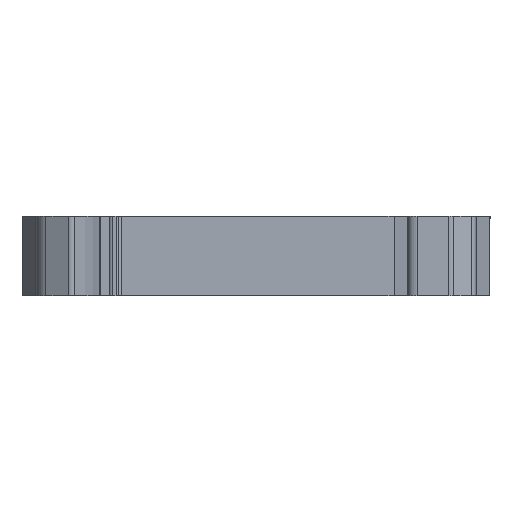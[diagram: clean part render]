
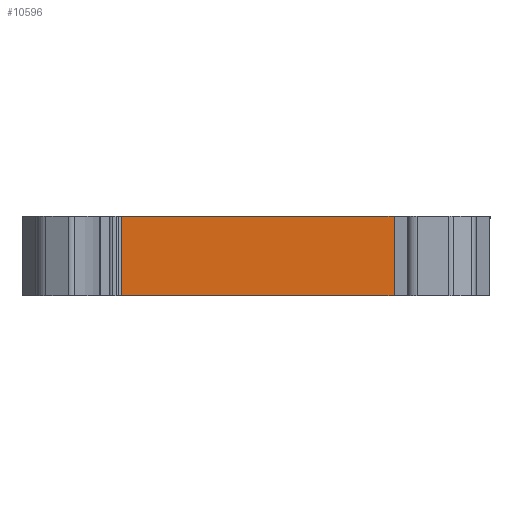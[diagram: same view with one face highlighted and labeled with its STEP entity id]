
A CAD part, front view. The second image highlights one B-rep face of the part: STEP entity #10596.
In plain terms, the highlighted planar face has unit normal (0, -1, 0).
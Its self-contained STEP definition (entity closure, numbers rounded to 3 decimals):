
#81 = PLANE('',#82);
#82 = AXIS2_PLACEMENT_3D('',#83,#84,#85);
#83 = CARTESIAN_POINT('',(0.,40.1,8.1));
#84 = DIRECTION('',(0.,0.,1.));
#85 = DIRECTION('',(1.,0.,0.));
#137 = PLANE('',#138);
#138 = AXIS2_PLACEMENT_3D('',#139,#140,#141);
#139 = CARTESIAN_POINT('',(0.,40.1,0.));
#140 = DIRECTION('',(0.,0.,1.));
#141 = DIRECTION('',(1.,0.,0.));
#3803 = VERTEX_POINT('',#3804);
#3804 = CARTESIAN_POINT('',(-13.78,0.8,8.1));
#3823 = CYLINDRICAL_SURFACE('',#3824,0.3);
#3824 = AXIS2_PLACEMENT_3D('',#3825,#3826,#3827);
#3825 = CARTESIAN_POINT('',(-13.78,0.5,8.209));
#3826 = DIRECTION('',(0.,0.,-1.));
#3827 = DIRECTION('',(-1.,0.,0.));
#3835 = EDGE_CURVE('',#3803,#3836,#3838,.T.);
#3836 = VERTEX_POINT('',#3837);
#3837 = CARTESIAN_POINT('',(14.111,0.8,8.1));
#3838 = SURFACE_CURVE('',#3839,(#3843,#3850),.PCURVE_S1.);
#3839 = LINE('',#3840,#3841);
#3840 = CARTESIAN_POINT('',(-13.78,0.8,8.1));
#3841 = VECTOR('',#3842,1.);
#3842 = DIRECTION('',(1.,0.,0.));
#3843 = PCURVE('',#81,#3844);
#3844 = DEFINITIONAL_REPRESENTATION('',(#3845),#3849);
#3845 = LINE('',#3846,#3847);
#3846 = CARTESIAN_POINT('',(-13.78,-39.3));
#3847 = VECTOR('',#3848,1.);
#3848 = DIRECTION('',(1.,0.));
#3849 = ( GEOMETRIC_REPRESENTATION_CONTEXT(2) 
PARAMETRIC_REPRESENTATION_CONTEXT() REPRESENTATION_CONTEXT('2D SPACE',''
  ) );
#3850 = PCURVE('',#3851,#3856);
#3851 = PLANE('',#3852);
#3852 = AXIS2_PLACEMENT_3D('',#3853,#3854,#3855);
#3853 = CARTESIAN_POINT('',(14.111,0.8,8.1));
#3854 = DIRECTION('',(0.,1.,0.));
#3855 = DIRECTION('',(0.,0.,1.));
#3856 = DEFINITIONAL_REPRESENTATION('',(#3857),#3861);
#3857 = LINE('',#3858,#3859);
#3858 = CARTESIAN_POINT('',(0.,-27.892));
#3859 = VECTOR('',#3860,1.);
#3860 = DIRECTION('',(0.,1.));
#3861 = ( GEOMETRIC_REPRESENTATION_CONTEXT(2) 
PARAMETRIC_REPRESENTATION_CONTEXT() REPRESENTATION_CONTEXT('2D SPACE',''
  ) );
#3879 = PLANE('',#3880);
#3880 = AXIS2_PLACEMENT_3D('',#3881,#3882,#3883);
#3881 = CARTESIAN_POINT('',(15.726,0.515,8.1));
#3882 = DIRECTION('',(0.174,0.985,0.));
#3883 = DIRECTION('',(-0.985,0.174,0.));
#8600 = VERTEX_POINT('',#8601);
#8601 = CARTESIAN_POINT('',(14.111,0.8,0.));
#8622 = EDGE_CURVE('',#8600,#8623,#8625,.T.);
#8623 = VERTEX_POINT('',#8624);
#8624 = CARTESIAN_POINT('',(-13.78,0.8,0.));
#8625 = SURFACE_CURVE('',#8626,(#8630,#8637),.PCURVE_S1.);
#8626 = LINE('',#8627,#8628);
#8627 = CARTESIAN_POINT('',(14.111,0.8,0.));
#8628 = VECTOR('',#8629,1.);
#8629 = DIRECTION('',(-1.,0.,0.));
#8630 = PCURVE('',#137,#8631);
#8631 = DEFINITIONAL_REPRESENTATION('',(#8632),#8636);
#8632 = LINE('',#8633,#8634);
#8633 = CARTESIAN_POINT('',(14.111,-39.3));
#8634 = VECTOR('',#8635,1.);
#8635 = DIRECTION('',(-1.,0.));
#8636 = ( GEOMETRIC_REPRESENTATION_CONTEXT(2) 
PARAMETRIC_REPRESENTATION_CONTEXT() REPRESENTATION_CONTEXT('2D SPACE',''
  ) );
#8637 = PCURVE('',#3851,#8638);
#8638 = DEFINITIONAL_REPRESENTATION('',(#8639),#8643);
#8639 = LINE('',#8640,#8641);
#8640 = CARTESIAN_POINT('',(-8.1,0.));
#8641 = VECTOR('',#8642,1.);
#8642 = DIRECTION('',(0.,-1.));
#8643 = ( GEOMETRIC_REPRESENTATION_CONTEXT(2) 
PARAMETRIC_REPRESENTATION_CONTEXT() REPRESENTATION_CONTEXT('2D SPACE',''
  ) );
#10573 = EDGE_CURVE('',#3836,#8600,#10574,.T.);
#10574 = SURFACE_CURVE('',#10575,(#10579,#10586),.PCURVE_S1.);
#10575 = LINE('',#10576,#10577);
#10576 = CARTESIAN_POINT('',(14.111,0.8,8.1));
#10577 = VECTOR('',#10578,1.);
#10578 = DIRECTION('',(0.,0.,-1.));
#10579 = PCURVE('',#3879,#10580);
#10580 = DEFINITIONAL_REPRESENTATION('',(#10581),#10585);
#10581 = LINE('',#10582,#10583);
#10582 = CARTESIAN_POINT('',(1.64,0.));
#10583 = VECTOR('',#10584,1.);
#10584 = DIRECTION('',(0.,-1.));
#10585 = ( GEOMETRIC_REPRESENTATION_CONTEXT(2) 
PARAMETRIC_REPRESENTATION_CONTEXT() REPRESENTATION_CONTEXT('2D SPACE',''
  ) );
#10586 = PCURVE('',#3851,#10587);
#10587 = DEFINITIONAL_REPRESENTATION('',(#10588),#10592);
#10588 = LINE('',#10589,#10590);
#10589 = CARTESIAN_POINT('',(0.,0.));
#10590 = VECTOR('',#10591,1.);
#10591 = DIRECTION('',(-1.,0.));
#10592 = ( GEOMETRIC_REPRESENTATION_CONTEXT(2) 
PARAMETRIC_REPRESENTATION_CONTEXT() REPRESENTATION_CONTEXT('2D SPACE',''
  ) );
#10596 = ADVANCED_FACE('',(#10597),#3851,.F.);
#10597 = FACE_BOUND('',#10598,.T.);
#10598 = EDGE_LOOP('',(#10599,#10600,#10601,#10602));
#10599 = ORIENTED_EDGE('',*,*,#8622,.F.);
#10600 = ORIENTED_EDGE('',*,*,#10573,.F.);
#10601 = ORIENTED_EDGE('',*,*,#3835,.F.);
#10602 = ORIENTED_EDGE('',*,*,#10603,.T.);
#10603 = EDGE_CURVE('',#3803,#8623,#10604,.T.);
#10604 = SURFACE_CURVE('',#10605,(#10609,#10616),.PCURVE_S1.);
#10605 = LINE('',#10606,#10607);
#10606 = CARTESIAN_POINT('',(-13.78,0.8,8.1));
#10607 = VECTOR('',#10608,1.);
#10608 = DIRECTION('',(0.,0.,-1.));
#10609 = PCURVE('',#3851,#10610);
#10610 = DEFINITIONAL_REPRESENTATION('',(#10611),#10615);
#10611 = LINE('',#10612,#10613);
#10612 = CARTESIAN_POINT('',(0.,-27.892));
#10613 = VECTOR('',#10614,1.);
#10614 = DIRECTION('',(-1.,0.));
#10615 = ( GEOMETRIC_REPRESENTATION_CONTEXT(2) 
PARAMETRIC_REPRESENTATION_CONTEXT() REPRESENTATION_CONTEXT('2D SPACE',''
  ) );
#10616 = PCURVE('',#3823,#10617);
#10617 = DEFINITIONAL_REPRESENTATION('',(#10618),#10622);
#10618 = LINE('',#10619,#10620);
#10619 = CARTESIAN_POINT('',(1.571,0.109));
#10620 = VECTOR('',#10621,1.);
#10621 = DIRECTION('',(0.,1.));
#10622 = ( GEOMETRIC_REPRESENTATION_CONTEXT(2) 
PARAMETRIC_REPRESENTATION_CONTEXT() REPRESENTATION_CONTEXT('2D SPACE',''
  ) );
